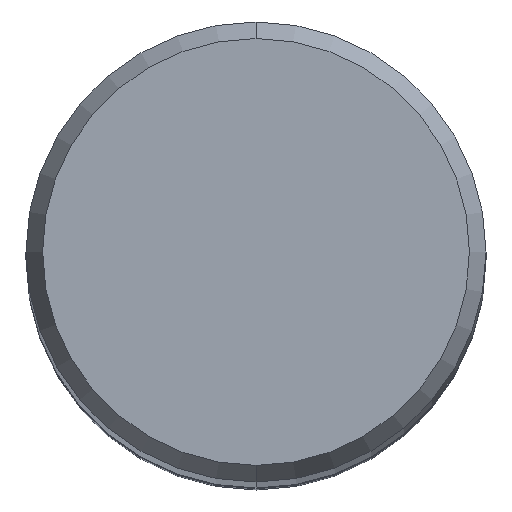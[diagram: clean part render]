
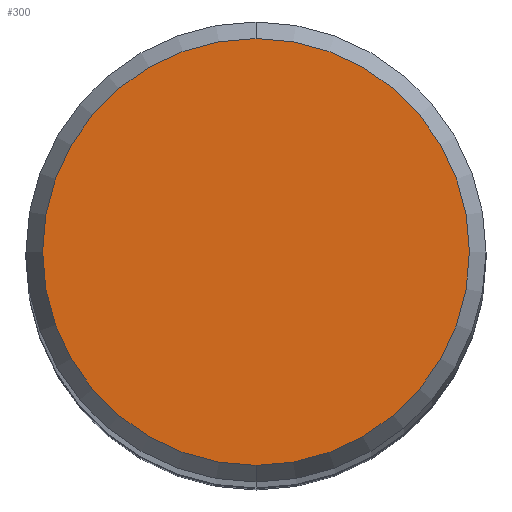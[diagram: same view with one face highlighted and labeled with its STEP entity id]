
A CAD part, top view. The second image highlights one B-rep face of the part: STEP entity #300.
In plain terms, the highlighted planar face has unit normal (0, 0, 1).
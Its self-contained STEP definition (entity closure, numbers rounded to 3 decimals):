
#226=VERTEX_POINT('',#546);
#300=ADVANCED_FACE('',(#627),#628,.T.);
#334=VERTEX_POINT('',#665);
#340=EDGE_CURVE('',#226,#334,#671,.T.);
#364=EDGE_CURVE('',#334,#226,#699,.T.);
#546=CARTESIAN_POINT('',(0.0,2.946,0.0));
#627=FACE_OUTER_BOUND('',#1126,.T.);
#628=PLANE('',#1127);
#665=CARTESIAN_POINT('',(0.,-2.946,0.0));
#671=CIRCLE('',#1212,2.946);
#699=CIRCLE('',#1266,2.946);
#1126=EDGE_LOOP('',(#1634,#1635));
#1127=AXIS2_PLACEMENT_3D('',#1636,#1637,#1638);
#1212=AXIS2_PLACEMENT_3D('',#1673,#1674,#1675);
#1266=AXIS2_PLACEMENT_3D('',#1706,#1707,#1708);
#1634=ORIENTED_EDGE('',*,*,#340,.F.);
#1635=ORIENTED_EDGE('',*,*,#364,.F.);
#1636=CARTESIAN_POINT('',(0.0,1.473,0.0));
#1637=DIRECTION('',(-0.0,0.0,1.0));
#1638=DIRECTION('',(0.0,-1.0,0.0));
#1673=CARTESIAN_POINT('',(0.0,0.0,0.0));
#1674=DIRECTION('',(0.0,0.0,-1.0));
#1675=DIRECTION('',(0.0,1.0,0.0));
#1706=CARTESIAN_POINT('',(0.0,0.0,0.0));
#1707=DIRECTION('',(0.0,0.0,-1.0));
#1708=DIRECTION('',(0.0,1.0,0.0));
